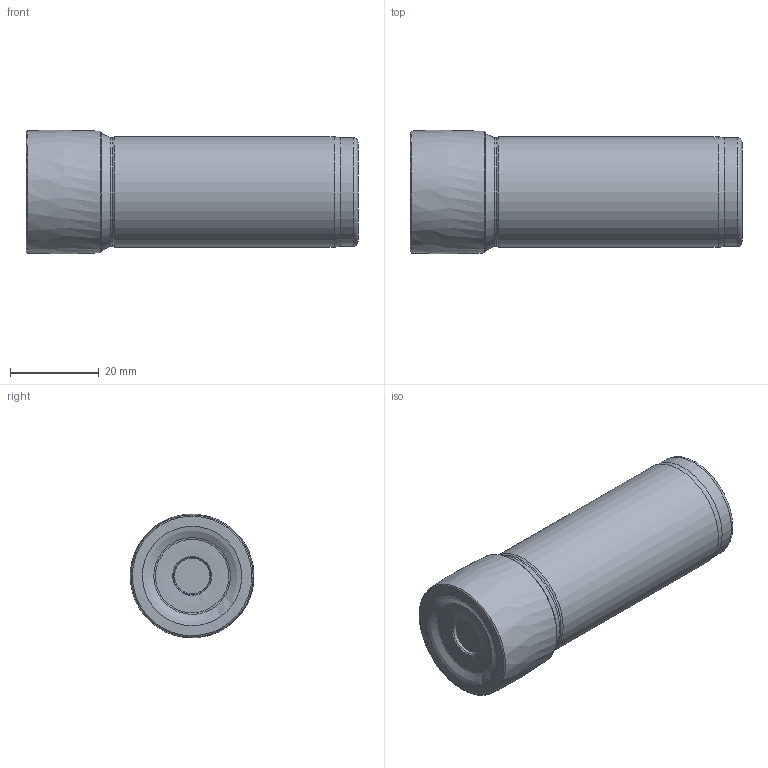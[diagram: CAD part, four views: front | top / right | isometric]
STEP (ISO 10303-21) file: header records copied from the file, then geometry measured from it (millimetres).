
FILE_DESCRIPTION(/* description */ (''),/* implementation_level */ '2;1');
FILE_NAME(/* name */ 'AEM90-AP1705-D28-W25-L075-Z02.stp',/* time_stamp */ '2023-10-19T11:19:58+03:00',/* author */ (''),/* organization */ (''),/* preprocessor_version */ 'ST-DEVELOPER v19.4',/* originating_system */ 'SIEMENS PLM Software NX2306.3001',/* authorisation */ '');
FILE_SCHEMA (('AUTOMOTIVE_DESIGN { 1 0 10303 214 3 1 1 1 }'));
Length unit declared in the file: millimetre
Products named in the file (1): AEM90-AP1705-D28-W25-L075-Z02
Bounding box: 74.98 x 27.92 x 27.96 mm (x, y, z)
Volume: 46251.9 mm3; surface area: 9766.7 mm2
Topology: 2 solids, 2 shells, 33 faces, 76 edges, 46 vertices
Faces by surface type: revolution 14, cone 7, torus 5, cylinder 4, plane 3
Full cylindrical faces by diameter (mm): 24.5 x2, 25 x1, 26.8 x1
Entity records: 1007 total; most frequent: CARTESIAN_POINT 284, DIRECTION 118, EDGE_LOOP 64, ORIENTED_EDGE 64, FACE_BOUND 62, AXIS2_PLACEMENT_3D 52, ADVANCED_FACE 33, VERTEX_POINT 32
